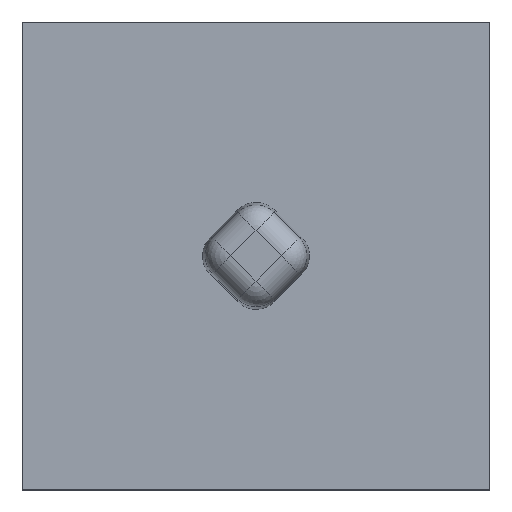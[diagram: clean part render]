
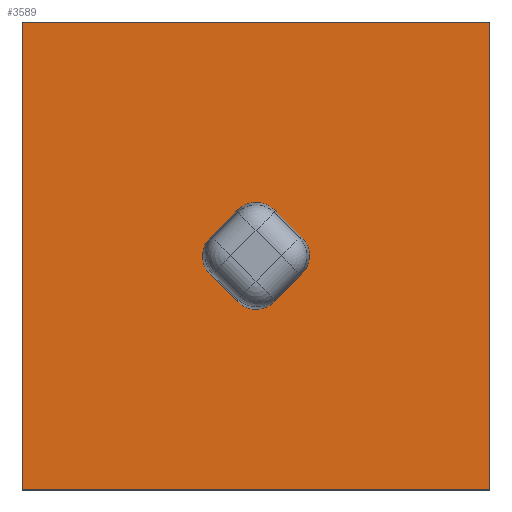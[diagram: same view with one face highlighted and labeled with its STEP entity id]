
A CAD part, top view. The second image highlights one B-rep face of the part: STEP entity #3589.
In plain terms, the highlighted planar face has unit normal (0, 0, 1).
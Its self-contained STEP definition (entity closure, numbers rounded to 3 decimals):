
#42=ELLIPSE('',#3844,0.201,0.2);
#43=ELLIPSE('',#3845,0.201,0.2);
#44=ELLIPSE('',#3846,0.201,0.2);
#45=ELLIPSE('',#3847,0.201,0.2);
#931=ORIENTED_EDGE('',*,*,#1480,.T.);
#932=ORIENTED_EDGE('',*,*,#1481,.T.);
#933=ORIENTED_EDGE('',*,*,#1482,.T.);
#934=ORIENTED_EDGE('',*,*,#1483,.T.);
#935=ORIENTED_EDGE('',*,*,#1484,.T.);
#936=ORIENTED_EDGE('',*,*,#1485,.T.);
#937=ORIENTED_EDGE('',*,*,#1486,.T.);
#938=ORIENTED_EDGE('',*,*,#1487,.T.);
#939=ORIENTED_EDGE('',*,*,#1488,.T.);
#940=ORIENTED_EDGE('',*,*,#1489,.T.);
#941=ORIENTED_EDGE('',*,*,#1490,.T.);
#942=ORIENTED_EDGE('',*,*,#1491,.T.);
#1480=EDGE_CURVE('',#1826,#1827,#2291,.T.);
#1481=EDGE_CURVE('',#1827,#1828,#2292,.T.);
#1482=EDGE_CURVE('',#1828,#1829,#2293,.T.);
#1483=EDGE_CURVE('',#1829,#1826,#2294,.T.);
#1484=EDGE_CURVE('',#1830,#1831,#2295,.T.);
#1485=EDGE_CURVE('',#1831,#1832,#42,.F.);
#1486=EDGE_CURVE('',#1832,#1833,#2296,.T.);
#1487=EDGE_CURVE('',#1833,#1834,#43,.F.);
#1488=EDGE_CURVE('',#1834,#1835,#2297,.T.);
#1489=EDGE_CURVE('',#1835,#1836,#44,.F.);
#1490=EDGE_CURVE('',#1836,#1837,#2298,.T.);
#1491=EDGE_CURVE('',#1837,#1830,#45,.F.);
#1826=VERTEX_POINT('',#5648);
#1827=VERTEX_POINT('',#5649);
#1828=VERTEX_POINT('',#5651);
#1829=VERTEX_POINT('',#5653);
#1830=VERTEX_POINT('',#5656);
#1831=VERTEX_POINT('',#5657);
#1832=VERTEX_POINT('',#5659);
#1833=VERTEX_POINT('',#5661);
#1834=VERTEX_POINT('',#5663);
#1835=VERTEX_POINT('',#5665);
#1836=VERTEX_POINT('',#5667);
#1837=VERTEX_POINT('',#5669);
#2291=LINE('',#5647,#2764);
#2292=LINE('',#5650,#2765);
#2293=LINE('',#5652,#2766);
#2294=LINE('',#5654,#2767);
#2295=LINE('',#5655,#2768);
#2296=LINE('',#5660,#2769);
#2297=LINE('',#5664,#2770);
#2298=LINE('',#5668,#2771);
#2764=VECTOR('',#4637,1000.);
#2765=VECTOR('',#4638,1000.);
#2766=VECTOR('',#4639,1000.);
#2767=VECTOR('',#4640,1000.);
#2768=VECTOR('',#4641,1000.);
#2769=VECTOR('',#4644,1000.);
#2770=VECTOR('',#4647,1000.);
#2771=VECTOR('',#4650,1000.);
#3005=EDGE_LOOP('',(#931,#932,#933,#934));
#3006=EDGE_LOOP('',(#935,#936,#937,#938,#939,#940,#941,#942));
#3232=FACE_BOUND('',#3005,.T.);
#3233=FACE_BOUND('',#3006,.T.);
#3417=PLANE('',#3843);
#3589=ADVANCED_FACE('',(#3232,#3233),#3417,.T.);
#3843=AXIS2_PLACEMENT_3D('',#5646,#4635,#4636);
#3844=AXIS2_PLACEMENT_3D('',#5658,#4642,#4643);
#3845=AXIS2_PLACEMENT_3D('',#5662,#4645,#4646);
#3846=AXIS2_PLACEMENT_3D('',#5666,#4648,#4649);
#3847=AXIS2_PLACEMENT_3D('',#5670,#4651,#4652);
#4635=DIRECTION('',(0.,0.,1.));
#4636=DIRECTION('',(1.,0.,0.));
#4637=DIRECTION('',(0.,-1.,0.));
#4638=DIRECTION('',(1.,0.,0.));
#4639=DIRECTION('',(0.,1.,0.));
#4640=DIRECTION('',(-1.,0.,0.));
#4641=DIRECTION('',(0.707,-0.707,0.));
#4642=DIRECTION('',(0.,0.,1.));
#4643=DIRECTION('',(1.,0.,0.));
#4644=DIRECTION('',(-0.707,-0.707,0.));
#4645=DIRECTION('',(0.,0.,1.));
#4646=DIRECTION('',(0.,-1.,0.));
#4647=DIRECTION('',(-0.707,0.707,0.));
#4648=DIRECTION('',(0.,0.,1.));
#4649=DIRECTION('',(-1.,0.,0.));
#4650=DIRECTION('',(0.707,0.707,0.));
#4651=DIRECTION('',(0.,0.,1.));
#4652=DIRECTION('',(0.,1.,0.));
#5646=CARTESIAN_POINT('',(0.,0.,0.8));
#5647=CARTESIAN_POINT('',(-1.825,1.825,0.8));
#5648=CARTESIAN_POINT('',(-1.825,1.825,0.8));
#5649=CARTESIAN_POINT('',(-1.825,-1.825,0.8));
#5650=CARTESIAN_POINT('',(-1.825,-1.825,0.8));
#5651=CARTESIAN_POINT('',(1.825,-1.825,0.8));
#5652=CARTESIAN_POINT('',(1.825,-1.825,0.8));
#5653=CARTESIAN_POINT('',(1.825,1.825,0.8));
#5654=CARTESIAN_POINT('',(1.825,1.825,0.8));
#5655=CARTESIAN_POINT('',(0.25,0.25,0.8));
#5656=CARTESIAN_POINT('',(0.141,0.359,0.8));
#5657=CARTESIAN_POINT('',(0.359,0.141,0.8));
#5658=CARTESIAN_POINT('',(0.217,0.,0.8));
#5659=CARTESIAN_POINT('',(0.359,-0.141,0.8));
#5660=CARTESIAN_POINT('',(0.25,-0.25,0.8));
#5661=CARTESIAN_POINT('',(0.141,-0.359,0.8));
#5662=CARTESIAN_POINT('',(0.,-0.217,0.8));
#5663=CARTESIAN_POINT('',(-0.141,-0.359,0.8));
#5664=CARTESIAN_POINT('',(-0.25,-0.25,0.8));
#5665=CARTESIAN_POINT('',(-0.359,-0.141,0.8));
#5666=CARTESIAN_POINT('',(-0.217,0.,0.8));
#5667=CARTESIAN_POINT('',(-0.359,0.141,0.8));
#5668=CARTESIAN_POINT('',(-0.25,0.25,0.8));
#5669=CARTESIAN_POINT('',(-0.141,0.359,0.8));
#5670=CARTESIAN_POINT('',(0.,0.217,0.8));
